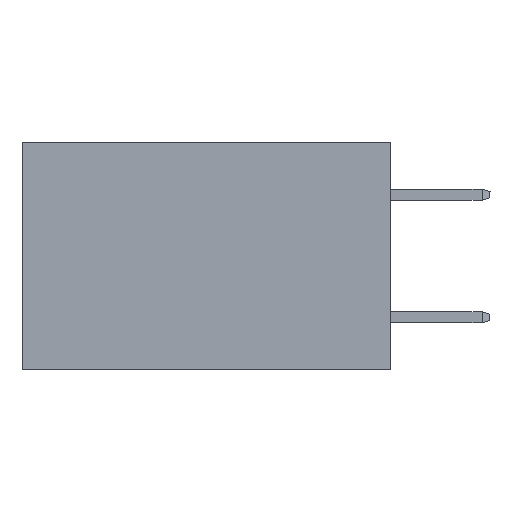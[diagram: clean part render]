
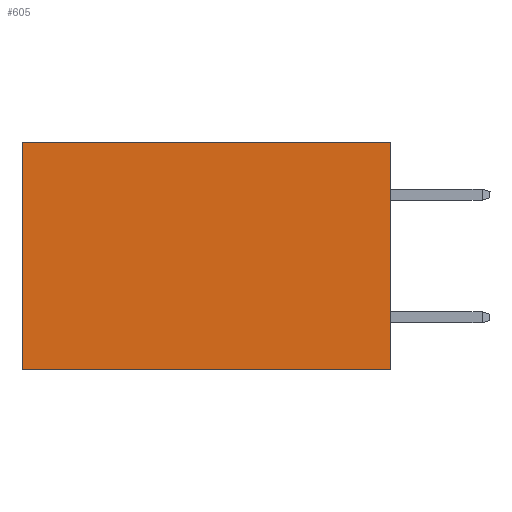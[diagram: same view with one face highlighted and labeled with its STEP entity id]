
A CAD part, left-side view. The second image highlights one B-rep face of the part: STEP entity #605.
In plain terms, the highlighted planar face has unit normal (-1, 0, 0).
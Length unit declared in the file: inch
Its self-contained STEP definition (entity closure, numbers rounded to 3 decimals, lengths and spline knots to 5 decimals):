
#11 = EDGE_CURVE ( 'NONE', #10602, #6914, #8682, .T. ) ;
#605 = ADVANCED_FACE ( 'NONE', ( #8339 ), #8845, .F. ) ;
#790 = LINE ( 'NONE', #8677, #8911 ) ;
#1230 = DIRECTION ( 'NONE',  ( 1., 0., 0. ) ) ;
#1470 = CARTESIAN_POINT ( 'NONE',  ( 0.2875, 0., -0.37 ) ) ;
#1567 = LINE ( 'NONE', #8719, #10192 ) ;
#2261 = ORIENTED_EDGE ( 'NONE', *, *, #3282, .F. ) ;
#3282 = EDGE_CURVE ( 'NONE', #6914, #6050, #13689, .T. ) ;
#6050 = VERTEX_POINT ( 'NONE', #14489 ) ;
#6116 = CARTESIAN_POINT ( 'NONE',  ( 0.2875, 0., -0.37 ) ) ;
#6316 = ORIENTED_EDGE ( 'NONE', *, *, #12459, .T. ) ;
#6810 = DIRECTION ( 'NONE',  ( 0., 0., -1. ) ) ;
#6914 = VERTEX_POINT ( 'NONE', #6116 ) ;
#7390 = CARTESIAN_POINT ( 'NONE',  ( 0.2875, 0.6, 0. ) ) ;
#8339 = FACE_OUTER_BOUND ( 'NONE', #9174, .T. ) ;
#8677 = CARTESIAN_POINT ( 'NONE',  ( 0.2875, 0., 0. ) ) ;
#8682 = LINE ( 'NONE', #15874, #12745 ) ;
#8686 = VECTOR ( 'NONE', #10652, 39.37008 ) ;
#8719 = CARTESIAN_POINT ( 'NONE',  ( 0.2875, 0.6, 0. ) ) ;
#8845 = PLANE ( 'NONE',  #18379 ) ;
#8911 = VECTOR ( 'NONE', #19335, 39.37008 ) ;
#9174 = EDGE_LOOP ( 'NONE', ( #18179, #2261, #9683, #6316 ) ) ;
#9683 = ORIENTED_EDGE ( 'NONE', *, *, #11, .F. ) ;
#10192 = VECTOR ( 'NONE', #14754, 39.37008 ) ;
#10602 = VERTEX_POINT ( 'NONE', #15771 ) ;
#10652 = DIRECTION ( 'NONE',  ( 0., 1., 0. ) ) ;
#11929 = DIRECTION ( 'NONE',  ( 0., 0., -1. ) ) ;
#12459 = EDGE_CURVE ( 'NONE', #10602, #17045, #790, .T. ) ;
#12745 = VECTOR ( 'NONE', #6810, 39.37008 ) ;
#13689 = LINE ( 'NONE', #1470, #8686 ) ;
#14489 = CARTESIAN_POINT ( 'NONE',  ( 0.2875, 0.6, -0.37 ) ) ;
#14754 = DIRECTION ( 'NONE',  ( 0., 0., -1. ) ) ;
#15771 = CARTESIAN_POINT ( 'NONE',  ( 0.2875, 0., 0. ) ) ;
#15874 = CARTESIAN_POINT ( 'NONE',  ( 0.2875, 0., 0. ) ) ;
#16322 = EDGE_CURVE ( 'NONE', #17045, #6050, #1567, .T. ) ;
#17045 = VERTEX_POINT ( 'NONE', #7390 ) ;
#18179 = ORIENTED_EDGE ( 'NONE', *, *, #16322, .T. ) ;
#18379 = AXIS2_PLACEMENT_3D ( 'NONE', #19500, #1230, #11929 ) ;
#19335 = DIRECTION ( 'NONE',  ( 0., 1., 0. ) ) ;
#19500 = CARTESIAN_POINT ( 'NONE',  ( 0.2875, 0., 0. ) ) ;
